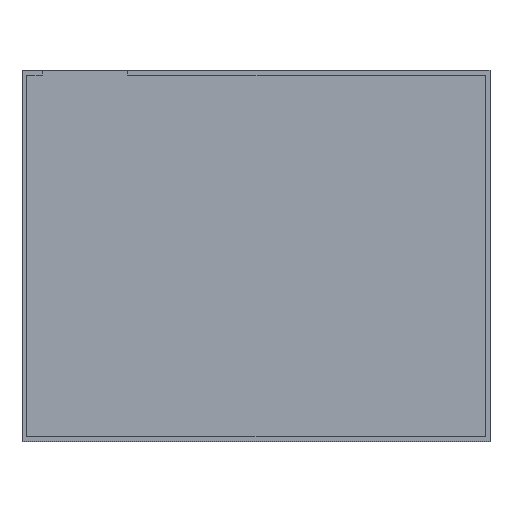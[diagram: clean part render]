
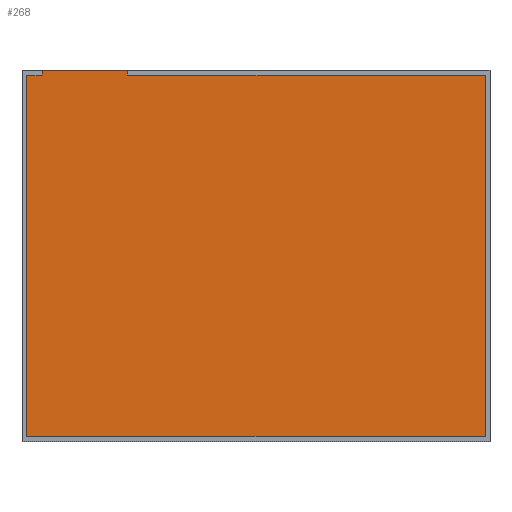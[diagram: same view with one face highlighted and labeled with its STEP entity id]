
A CAD part, top view. The second image highlights one B-rep face of the part: STEP entity #268.
In plain terms, the highlighted planar face has unit normal (0, 0, 1).
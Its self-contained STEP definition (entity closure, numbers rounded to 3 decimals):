
#22=FACE_OUTER_BOUND('',#36,.T.);
#36=EDGE_LOOP('',(#215,#216,#217,#218,#219,#220,#221,#222));
#43=LINE('',#373,#79);
#47=LINE('',#382,#83);
#59=LINE('',#404,#95);
#68=LINE('',#422,#104);
#71=LINE('',#428,#107);
#72=LINE('',#430,#108);
#73=LINE('',#432,#109);
#74=LINE('',#433,#110);
#79=VECTOR('',#307,10.);
#83=VECTOR('',#313,10.);
#95=VECTOR('',#329,10.);
#104=VECTOR('',#342,10.);
#107=VECTOR('',#349,10.);
#108=VECTOR('',#350,10.);
#109=VECTOR('',#351,10.);
#110=VECTOR('',#352,10.);
#115=VERTEX_POINT('',#371);
#116=VERTEX_POINT('',#372);
#119=VERTEX_POINT('',#380);
#120=VERTEX_POINT('',#381);
#135=VERTEX_POINT('',#421);
#136=VERTEX_POINT('',#427);
#137=VERTEX_POINT('',#429);
#138=VERTEX_POINT('',#431);
#139=EDGE_CURVE('',#115,#116,#43,.T.);
#143=EDGE_CURVE('',#119,#120,#47,.T.);
#155=EDGE_CURVE('',#115,#120,#59,.T.);
#164=EDGE_CURVE('',#116,#135,#68,.T.);
#167=EDGE_CURVE('',#136,#119,#71,.T.);
#168=EDGE_CURVE('',#137,#136,#72,.T.);
#169=EDGE_CURVE('',#138,#137,#73,.T.);
#170=EDGE_CURVE('',#135,#138,#74,.T.);
#215=ORIENTED_EDGE('',*,*,#167,.F.);
#216=ORIENTED_EDGE('',*,*,#168,.F.);
#217=ORIENTED_EDGE('',*,*,#169,.F.);
#218=ORIENTED_EDGE('',*,*,#170,.F.);
#219=ORIENTED_EDGE('',*,*,#164,.F.);
#220=ORIENTED_EDGE('',*,*,#139,.F.);
#221=ORIENTED_EDGE('',*,*,#155,.T.);
#222=ORIENTED_EDGE('',*,*,#143,.F.);
#254=PLANE('',#296);
#268=ADVANCED_FACE('',(#22),#254,.T.);
#296=AXIS2_PLACEMENT_3D('',#426,#347,#348);
#307=DIRECTION('',(0.,-1.,0.));
#313=DIRECTION('',(0.,1.,0.));
#329=DIRECTION('',(-1.,0.,0.));
#342=DIRECTION('',(1.,0.,0.));
#347=DIRECTION('center_axis',(0.,0.,1.));
#348=DIRECTION('ref_axis',(1.,0.,0.));
#349=DIRECTION('',(1.,0.,0.));
#350=DIRECTION('',(0.,1.,0.));
#351=DIRECTION('',(-1.,0.,0.));
#352=DIRECTION('',(0.,-1.,0.));
#371=CARTESIAN_POINT('',(-48.586,37.547,3.));
#372=CARTESIAN_POINT('',(-48.586,36.547,3.));
#373=CARTESIAN_POINT('',(-48.586,16.816,3.));
#380=CARTESIAN_POINT('',(-67.086,36.547,3.));
#381=CARTESIAN_POINT('',(-67.086,37.547,3.));
#382=CARTESIAN_POINT('',(-67.086,17.482,3.));
#404=CARTESIAN_POINT('',(-20.856,37.547,3.));
#421=CARTESIAN_POINT('',(28.754,36.547,3.));
#422=CARTESIAN_POINT('',(-45.661,36.547,3.));
#426=CARTESIAN_POINT('Origin',(-20.856,-2.583,3.));
#427=CARTESIAN_POINT('',(-70.466,36.547,3.));
#428=CARTESIAN_POINT('',(-45.661,36.547,3.));
#429=CARTESIAN_POINT('',(-70.466,-41.713,3.));
#430=CARTESIAN_POINT('',(-70.466,-22.148,3.));
#431=CARTESIAN_POINT('',(28.754,-41.713,3.));
#432=CARTESIAN_POINT('',(3.949,-41.713,3.));
#433=CARTESIAN_POINT('',(28.754,16.982,3.));
